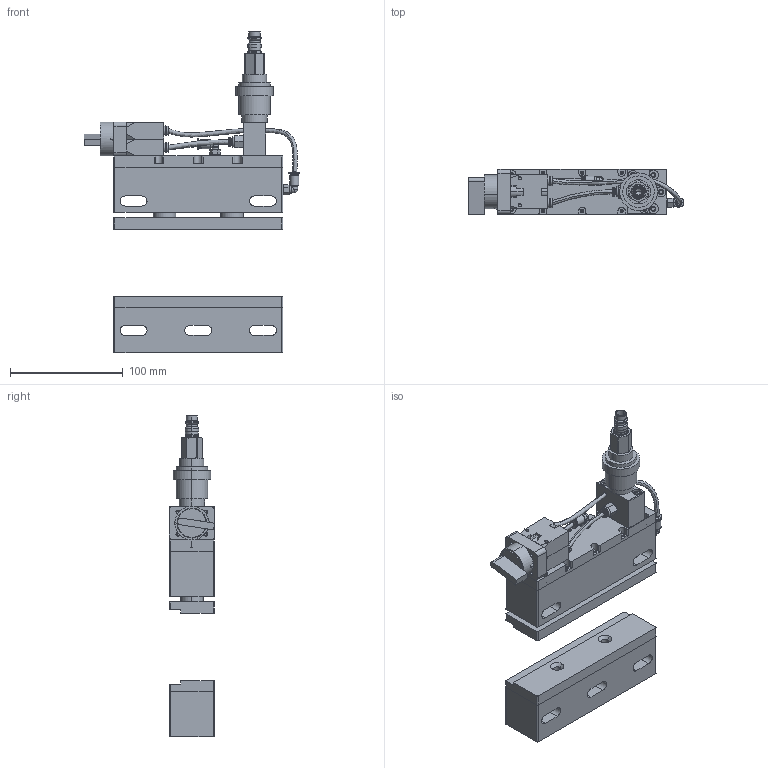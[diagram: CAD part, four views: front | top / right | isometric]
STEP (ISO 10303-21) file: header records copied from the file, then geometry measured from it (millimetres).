
FILE_DESCRIPTION(/* description */ ('Alibre Inc.'),/* implementation_level */ '2;1');
FILE_NAME(/* name */ 'export-269FB4E5-4939-4179-A800-2CFEA7CDF038',/* time_stamp */ '2023-06-07T19:17:35+02:00',/* author */ (''),/* organization */ (''),/* preprocessor_version */ 'ST-DEVELOPER v17',/* originating_system */ 'Alibre',/* authorisation */ '');
FILE_SCHEMA (('AUTOMOTIVE_DESIGN'));
Length unit declared in the file: millimetre
Products named in the file (20): 153001 QS-1_8-4_HI; 153333 QSML-M5-4_HI; PS150AL-Festebacke(LanglochSenkung); PS150AL-PS-Anschlusblock; PS150AL-Backe; Mini Öler; 104_00; 104_6_27_#; 104_##_0_1_P#_52; 104_##_0_1_P#; 5__3 Wegeventil 104_5_6_27_P; PS150AL-Deckel; Kupplungsstecker_1_4_I_2_03; PS150AL-Spanklotz(LanglochSenkung); Kopie von Teil4^PS150AL.SLDPRT; PS150AL-2fach Kolben; PS150AL
Bounding box: 191.9 x 40.22 x 286 mm (x, y, z)
Volume: 666689.5 mm3; surface area: 190900.8 mm2
Topology: 19 solids, 20 shells, 956 faces, 2354 edges, 1490 vertices
Faces by surface type: cylinder 418, plane 362, cone 134, torus 18, bspline 18, sphere 6
Entity records: 27144 total; most frequent: CARTESIAN_POINT 6130, DIRECTION 4242, ORIENTED_EDGE 4184, EDGE_CURVE 2092, AXIS2_PLACEMENT_3D 1767, VERTEX_POINT 1350, VECTOR 1057, LINE 1057
